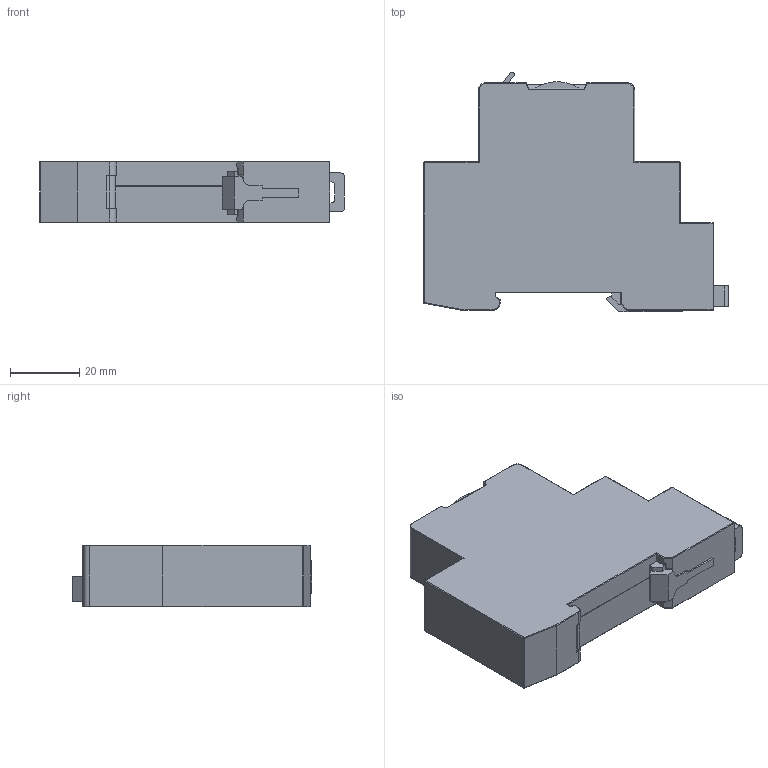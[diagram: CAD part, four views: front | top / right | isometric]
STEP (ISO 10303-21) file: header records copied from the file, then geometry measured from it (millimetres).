
FILE_DESCRIPTION (( 'STEP AP214' ), '1' );
FILE_NAME ('01.03.03.05 Òàéìåð ÒÎ47 îñâåùåíèÿ 16À 230Â íà DIN-ðåéêó ÈÝÊ.STEP', '2017-03-13T14:22:55', ( 'user' ), ( '' ), 'SwSTEP 2.0', 'SolidWorks 2014', '' );
FILE_SCHEMA (( 'AUTOMOTIVE_DESIGN' ));
Length unit declared in the file: millimetre
Products named in the file (1): 01.03.03.05 Òàéìåð ÒÎ47 îñâåùåíèÿ 16À 230Â íà DIN-ðåéêó ÈÝÊ
Bounding box: 87.8 x 69.13 x 17.8 mm (x, y, z)
Volume: 74762 mm3; surface area: 14983.3 mm2
Topology: 1 solids, 2 shells, 232 faces, 573 edges, 355 vertices
Faces by surface type: plane 142, cylinder 75, sphere 8, torus 4, bspline 3
Full cylindrical faces by diameter (mm): 3.7 x4, 5.4 x4, 5.5 x1
Entity records: 6744 total; most frequent: CARTESIAN_POINT 1363, ORIENTED_EDGE 1116, DIRECTION 1063, EDGE_CURVE 558, LINE 431, VECTOR 431, VERTEX_POINT 355, AXIS2_PLACEMENT_3D 316
